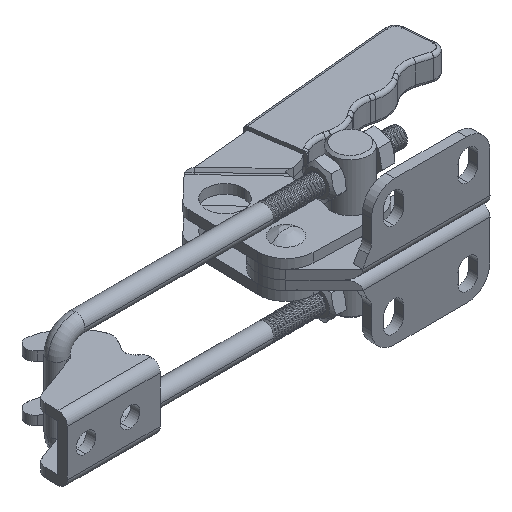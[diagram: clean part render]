
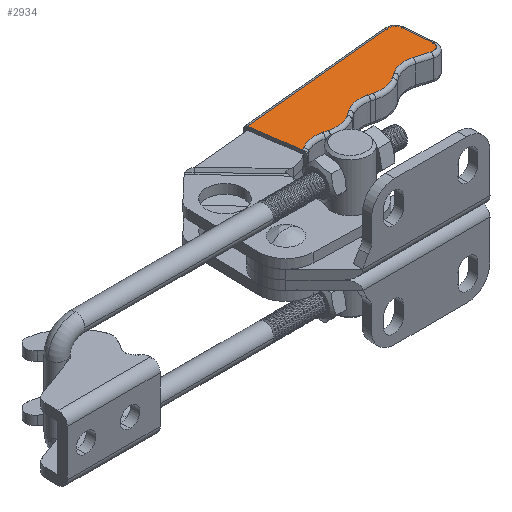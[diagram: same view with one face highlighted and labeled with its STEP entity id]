
A CAD part, isometric view. The second image highlights one B-rep face of the part: STEP entity #2934.
In plain terms, the highlighted planar face has unit normal (0, 0, 1).
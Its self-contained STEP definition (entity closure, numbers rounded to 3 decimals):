
#2413 = VERTEX_POINT ( 'NONE', #29941 ) ;
#2416 = EDGE_CURVE ( 'NONE', #2590, #2413, #29939, .T. ) ;
#2469 = VERTEX_POINT ( 'NONE', #30191 ) ;
#2473 = EDGE_CURVE ( 'NONE', #2619, #2469, #30189, .T. ) ;
#2486 = VERTEX_POINT ( 'NONE', #30168 ) ;
#2490 = EDGE_CURVE ( 'NONE', #2413, #2486, #30228, .T. ) ;
#2509 = VERTEX_POINT ( 'NONE', #30236 ) ;
#2521 = VERTEX_POINT ( 'NONE', #30281 ) ;
#2525 = EDGE_CURVE ( 'NONE', #2469, #2521, #30274, .T. ) ;
#2562 = VERTEX_POINT ( 'NONE', #30401 ) ;
#2566 = EDGE_CURVE ( 'NONE', #2568, #2562, #30396, .T. ) ;
#2568 = VERTEX_POINT ( 'NONE', #30391 ) ;
#2590 = VERTEX_POINT ( 'NONE', #30482 ) ;
#2594 = EDGE_CURVE ( 'NONE', #2562, #2590, #30477, .T. ) ;
#2600 = EDGE_CURVE ( 'NONE', #2486, #2509, #30467, .T. ) ;
#2619 = VERTEX_POINT ( 'NONE', #30496 ) ;
#2623 = EDGE_CURVE ( 'NONE', #2619, #2509, #30490, .T. ) ;
#2630 = EDGE_CURVE ( 'NONE', #2696, #2662, #30539, .T. ) ;
#2634 = VERTEX_POINT ( 'NONE', #30527 ) ;
#2637 = EDGE_CURVE ( 'NONE', #2696, #2634, #30526, .T. ) ;
#2662 = VERTEX_POINT ( 'NONE', #30578 ) ;
#2672 = VERTEX_POINT ( 'NONE', #30629 ) ;
#2676 = EDGE_CURVE ( 'NONE', #2672, #2788, #30623, .T. ) ;
#2696 = VERTEX_POINT ( 'NONE', #30657 ) ;
#2748 = ORIENTED_EDGE ( 'NONE', *, *, #2637, .T. ) ;
#2750 = ORIENTED_EDGE ( 'NONE', *, *, #2770, .T. ) ;
#2752 = ORIENTED_EDGE ( 'NONE', *, *, #2676, .F. ) ;
#2754 = ORIENTED_EDGE ( 'NONE', *, *, #2849, .F. ) ;
#2756 = ORIENTED_EDGE ( 'NONE', *, *, #2912, .T. ) ;
#2758 = EDGE_CURVE ( 'NONE', #2521, #2662, #30781, .T. ) ;
#2770 = EDGE_CURVE ( 'NONE', #2634, #2788, #30868, .T. ) ;
#2788 = VERTEX_POINT ( 'NONE', #30979 ) ;
#2846 = VERTEX_POINT ( 'NONE', #31102 ) ;
#2849 = EDGE_CURVE ( 'NONE', #2846, #2672, #31096, .T. ) ;
#2868 = VERTEX_POINT ( 'NONE', #31123 ) ;
#2893 = ORIENTED_EDGE ( 'NONE', *, *, #2929, .F. ) ;
#2912 = EDGE_CURVE ( 'NONE', #2846, #2868, #31189, .T. ) ;
#2929 = EDGE_CURVE ( 'NONE', #2568, #2868, #31210, .T. ) ;
#2934 = ADVANCED_FACE ( 'NONE', ( #31205 ), #31204, .T. ) ;
#2937 = EDGE_LOOP ( 'NONE', ( #2939, #2941, #2943, #2944, #2946, #2947, #2948, #2950, #2952, #2954, #2748, #2750, #2752, #2754, #2756, #2893 ) ) ;
#2939 = ORIENTED_EDGE ( 'NONE', *, *, #2566, .T. ) ;
#2941 = ORIENTED_EDGE ( 'NONE', *, *, #2594, .T. ) ;
#2943 = ORIENTED_EDGE ( 'NONE', *, *, #2416, .T. ) ;
#2944 = ORIENTED_EDGE ( 'NONE', *, *, #2490, .T. ) ;
#2946 = ORIENTED_EDGE ( 'NONE', *, *, #2600, .T. ) ;
#2947 = ORIENTED_EDGE ( 'NONE', *, *, #2623, .F. ) ;
#2948 = ORIENTED_EDGE ( 'NONE', *, *, #2473, .T. ) ;
#2950 = ORIENTED_EDGE ( 'NONE', *, *, #2525, .T. ) ;
#2952 = ORIENTED_EDGE ( 'NONE', *, *, #2758, .T. ) ;
#2954 = ORIENTED_EDGE ( 'NONE', *, *, #2630, .F. ) ;
#29936 = DIRECTION ( 'NONE',  ( 0.77, 0.638, 0. ) ) ;
#29937 = VECTOR ( 'NONE', #29936, 1000. ) ;
#29938 = CARTESIAN_POINT ( 'NONE',  ( 6005.825, -1598.338, 5.5 ) ) ;
#29939 = LINE ( 'NONE', #29938, #29937 ) ;
#29941 = CARTESIAN_POINT ( 'NONE',  ( 6026.692, -1581.027, 5.5 ) ) ;
#30168 = CARTESIAN_POINT ( 'NONE',  ( 6036.463, -1579.137, 5.5 ) ) ;
#30186 = DIRECTION ( 'NONE',  ( 0.815, 0.58, 0. ) ) ;
#30187 = VECTOR ( 'NONE', #30186, 1000. ) ;
#30188 = CARTESIAN_POINT ( 'NONE',  ( 6013.922, -1601.989, 5.5 ) ) ;
#30189 = LINE ( 'NONE', #30188, #30187 ) ;
#30191 = CARTESIAN_POINT ( 'NONE',  ( 6050.269, -1576.117, 5.5 ) ) ;
#30224 = DIRECTION ( 'NONE',  ( 1., 0., 0. ) ) ;
#30225 = DIRECTION ( 'NONE',  ( 0., 0., -1. ) ) ;
#30226 = CARTESIAN_POINT ( 'NONE',  ( 6033.651, -1590.803, 5.5 ) ) ;
#30227 = AXIS2_PLACEMENT_3D ( 'NONE', #30226, #30225, #30224 ) ;
#30228 = CIRCLE ( 'NONE', #30227, 12. ) ;
#30236 = CARTESIAN_POINT ( 'NONE',  ( 6038.29, -1579.578, 5.5 ) ) ;
#30270 = DIRECTION ( 'NONE',  ( 1., 0., 0. ) ) ;
#30271 = DIRECTION ( 'NONE',  ( 0., 0., -1. ) ) ;
#30272 = CARTESIAN_POINT ( 'NONE',  ( 6057.228, -1585.893, 5.5 ) ) ;
#30273 = AXIS2_PLACEMENT_3D ( 'NONE', #30272, #30271, #30270 ) ;
#30274 = CIRCLE ( 'NONE', #30273, 12. ) ;
#30281 = CARTESIAN_POINT ( 'NONE',  ( 6060.041, -1574.227, 5.5 ) ) ;
#30391 = CARTESIAN_POINT ( 'NONE',  ( 6088.531, -1552.876, 5.5 ) ) ;
#30393 = DIRECTION ( 'NONE',  ( -0.993, -0.122, 0. ) ) ;
#30394 = VECTOR ( 'NONE', #30393, 1000. ) ;
#30395 = CARTESIAN_POINT ( 'NONE',  ( 6034.052, -1559.565, 5.5 ) ) ;
#30396 = LINE ( 'NONE', #30395, #30394 ) ;
#30401 = CARTESIAN_POINT ( 'NONE',  ( 6022.012, -1561.044, 5.5 ) ) ;
#30464 = DIRECTION ( 'NONE',  ( 0.972, -0.234, 0. ) ) ;
#30465 = VECTOR ( 'NONE', #30464, 1000. ) ;
#30466 = CARTESIAN_POINT ( 'NONE',  ( 6059.108, -1584.597, 5.5 ) ) ;
#30467 = LINE ( 'NONE', #30466, #30465 ) ;
#30474 = DIRECTION ( 'NONE',  ( 0.168, -0.986, 0. ) ) ;
#30475 = VECTOR ( 'NONE', #30474, 1000. ) ;
#30476 = CARTESIAN_POINT ( 'NONE',  ( 6036.571, -1646.368, 5.5 ) ) ;
#30477 = LINE ( 'NONE', #30476, #30475 ) ;
#30482 = CARTESIAN_POINT ( 'NONE',  ( 6025.579, -1581.95, 5.5 ) ) ;
#30488 = CARTESIAN_POINT ( 'NONE',  ( 6041.103, -1567.912, 5.5 ) ) ;
#30489 = AXIS2_PLACEMENT_3D ( 'NONE', #30488, #30549, #30548 ) ;
#30490 = CIRCLE ( 'NONE', #30489, 12. ) ;
#30496 = CARTESIAN_POINT ( 'NONE',  ( 6048.061, -1577.688, 5.5 ) ) ;
#30523 = DIRECTION ( 'NONE',  ( 0.815, 0.58, 0. ) ) ;
#30524 = VECTOR ( 'NONE', #30523, 1000. ) ;
#30525 = CARTESIAN_POINT ( 'NONE',  ( 6019.531, -1609.868, 5.5 ) ) ;
#30526 = LINE ( 'NONE', #30525, #30524 ) ;
#30527 = CARTESIAN_POINT ( 'NONE',  ( 6073.847, -1571.207, 5.5 ) ) ;
#30532 = DIRECTION ( 'NONE',  ( 1., 0., 0. ) ) ;
#30533 = DIRECTION ( 'NONE',  ( 0., 0., -1. ) ) ;
#30534 = CARTESIAN_POINT ( 'NONE',  ( 6064.68, -1563.002, 5.5 ) ) ;
#30535 = AXIS2_PLACEMENT_3D ( 'NONE', #30534, #30533, #30532 ) ;
#30539 = CIRCLE ( 'NONE', #30535, 12. ) ;
#30548 = DIRECTION ( 'NONE',  ( 1., 0., 0. ) ) ;
#30549 = DIRECTION ( 'NONE',  ( 0., 0., -1. ) ) ;
#30578 = CARTESIAN_POINT ( 'NONE',  ( 6061.867, -1574.668, 5.5 ) ) ;
#30620 = DIRECTION ( 'NONE',  ( -0.965, 0.264, 0. ) ) ;
#30621 = VECTOR ( 'NONE', #30620, 1000. ) ;
#30622 = CARTESIAN_POINT ( 'NONE',  ( 6066.538, -1564.643, 5.5 ) ) ;
#30623 = LINE ( 'NONE', #30622, #30621 ) ;
#30629 = CARTESIAN_POINT ( 'NONE',  ( 6089.603, -1570.956, 5.5 ) ) ;
#30657 = CARTESIAN_POINT ( 'NONE',  ( 6071.639, -1572.778, 5.5 ) ) ;
#30778 = DIRECTION ( 'NONE',  ( 0.972, -0.234, 0. ) ) ;
#30779 = VECTOR ( 'NONE', #30778, 1000. ) ;
#30780 = CARTESIAN_POINT ( 'NONE',  ( 6061.522, -1574.585, 5.5 ) ) ;
#30781 = LINE ( 'NONE', #30780, #30779 ) ;
#30864 = DIRECTION ( 'NONE',  ( 1., 0., 0. ) ) ;
#30865 = DIRECTION ( 'NONE',  ( 0., 0., -1. ) ) ;
#30866 = CARTESIAN_POINT ( 'NONE',  ( 6080.805, -1580.983, 5.5 ) ) ;
#30867 = AXIS2_PLACEMENT_3D ( 'NONE', #30866, #30865, #30864 ) ;
#30868 = CIRCLE ( 'NONE', #30867, 12. ) ;
#30979 = CARTESIAN_POINT ( 'NONE',  ( 6083.618, -1569.317, 5.5 ) ) ;
#31092 = DIRECTION ( 'NONE',  ( 1., 0., 0. ) ) ;
#31093 = DIRECTION ( 'NONE',  ( 0., 0., -1. ) ) ;
#31094 = CARTESIAN_POINT ( 'NONE',  ( 6090.395, -1568.062, 5.5 ) ) ;
#31095 = AXIS2_PLACEMENT_3D ( 'NONE', #31094, #31093, #31092 ) ;
#31096 = CIRCLE ( 'NONE', #31095, 3. ) ;
#31102 = CARTESIAN_POINT ( 'NONE',  ( 6093.373, -1567.696, 5.5 ) ) ;
#31123 = CARTESIAN_POINT ( 'NONE',  ( 6091.868, -1555.436, 5.5 ) ) ;
#31186 = DIRECTION ( 'NONE',  ( -0.122, 0.993, 0. ) ) ;
#31187 = VECTOR ( 'NONE', #31186, 1000. ) ;
#31188 = CARTESIAN_POINT ( 'NONE',  ( 6101.999, -1637.953, 5.5 ) ) ;
#31189 = LINE ( 'NONE', #31188, #31187 ) ;
#31200 = DIRECTION ( 'NONE',  ( 1., 0., 0. ) ) ;
#31201 = DIRECTION ( 'NONE',  ( 0., 0., 1. ) ) ;
#31202 = CARTESIAN_POINT ( 'NONE',  ( 6044.543, -1645.007, 5.5 ) ) ;
#31203 = AXIS2_PLACEMENT_3D ( 'NONE', #31202, #31201, #31200 ) ;
#31204 = PLANE ( 'NONE',  #31203 ) ;
#31205 = FACE_OUTER_BOUND ( 'NONE', #2937, .T. ) ;
#31207 = DIRECTION ( 'NONE',  ( 1., 0., 0. ) ) ;
#31208 = DIRECTION ( 'NONE',  ( 0., 0., -1. ) ) ;
#31209 = AXIS2_PLACEMENT_3D ( 'NONE', #31216, #31208, #31207 ) ;
#31210 = CIRCLE ( 'NONE', #31209, 3. ) ;
#31216 = CARTESIAN_POINT ( 'NONE',  ( 6088.897, -1555.854, 5.5 ) ) ;
